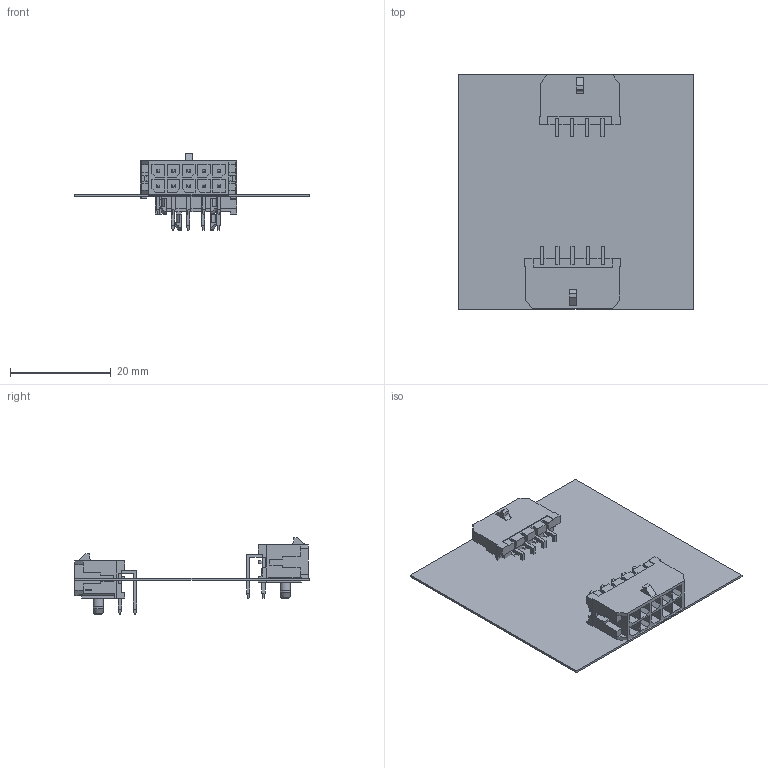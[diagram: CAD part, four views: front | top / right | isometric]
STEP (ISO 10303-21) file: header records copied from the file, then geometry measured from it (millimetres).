
FILE_DESCRIPTION(('Open CASCADE Model'),'2;1');
FILE_NAME('Open CASCADE Shape Model','2019-09-15T16:54:06',('Author'),( 'Open CASCADE'),'Open CASCADE STEP processor 6.8','Open CASCADE 6.8' ,'Unknown');
FILE_SCHEMA(('AUTOMOTIVE_DESIGN { 1 0 10303 214 1 1 1 1 }'));
Length unit declared in the file: millimetre
Products named in the file (11): PCB; Board; Open CASCADE STEP translator 6.8 1.1.1; P2; 430451000; Open CASCADE STEP translator 6.8 1.2.1.1; Open CASCADE STEP translator 6.8 1.2.1.2; P1; 430450800_RGB0; Open CASCADE STEP translator 6.8 1.3.1.1; Open CASCADE STEP translator 6.8 1.3.1.2
Assembly tree (10 placements, depth 4):
  PCB
    Board
      Open CASCADE STEP translator 6.8 1.1.1
    P2
      430451000
        Open CASCADE STEP translator 6.8 1.2.1.1
        Open CASCADE STEP translator 6.8 1.2.1.2
    P1
      430450800_RGB0
        Open CASCADE STEP translator 6.8 1.3.1.1
        Open CASCADE STEP translator 6.8 1.3.1.2
Bounding box: 46.5 x 46.5 x 15.13 mm (x, y, z)
Volume: 2360.3 mm3; surface area: 7808.1 mm2
Topology: 3 solids, 3 shells, 902 faces, 2314 edges, 1512 vertices
Faces by surface type: plane 884, cylinder 10, cone 4, torus 4
Entity records: 30506 total; most frequent: CARTESIAN_POINT 4931, ORIENTED_EDGE 4528, DIRECTION 4192, EDGE_CURVE 2264, LINE 2214, VECTOR 2214, VERTEX_POINT 1412, AXIS2_PLACEMENT_3D 989
